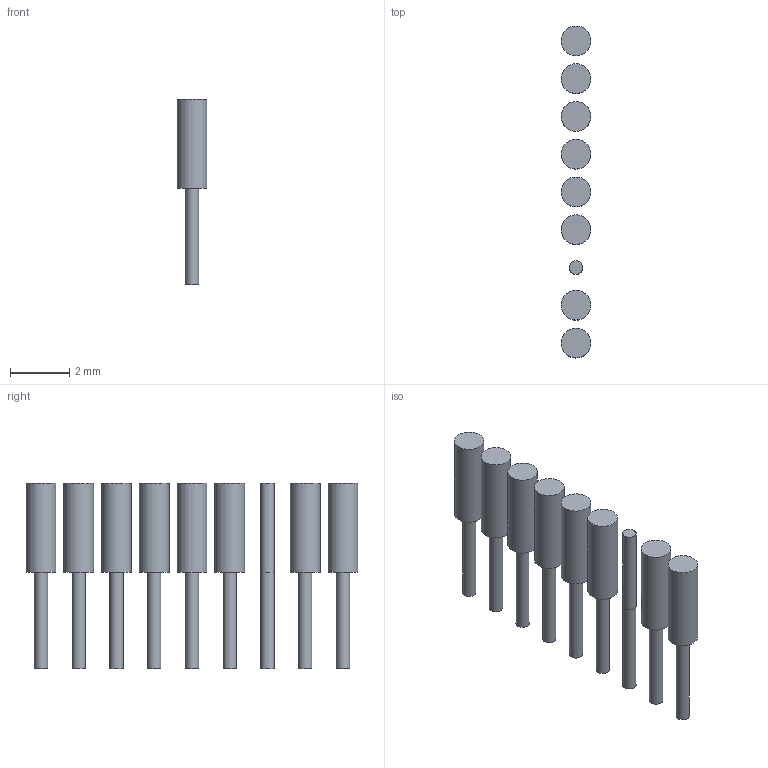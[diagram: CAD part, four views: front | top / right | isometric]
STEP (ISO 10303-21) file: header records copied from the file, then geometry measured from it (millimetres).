
FILE_DESCRIPTION(/* description */ (''),/* implementation_level */ '2;1');
FILE_NAME(/* name */ 'USB3.0-DIRECT v4.step',/* time_stamp */ '2022-07-01T14:31:38-07:00',/* author */ (''),/* organization */ (''),/* preprocessor_version */ 'ST-DEVELOPER v19',/* originating_system */ 'Autodesk Translation Framework v11.7.0.108',/* authorisation */ '');
FILE_SCHEMA (('AUTOMOTIVE_DESIGN { 1 0 10303 214 3 1 1 }'));
Length unit declared in the file: millimetre
Products named in the file (1): USB3.0-DIRECT
Bounding box: 1 x 11.16 x 6.25 mm (x, y, z)
Volume: 24 mm3; surface area: 136.7 mm2
Topology: 18 solids, 18 shells, 54 faces, 54 edges, 36 vertices
Faces by surface type: plane 36, cylinder 18
Full cylindrical faces by diameter (mm): 0.45 x10, 1 x8
Entity records: 1073 total; most frequent: DIRECTION 200, CARTESIAN_POINT 145, ORIENTED_EDGE 108, AXIS2_PLACEMENT_3D 91, FACE_OUTER_BOUND 54, EDGE_LOOP 54, EDGE_CURVE 54, ADVANCED_FACE 54
